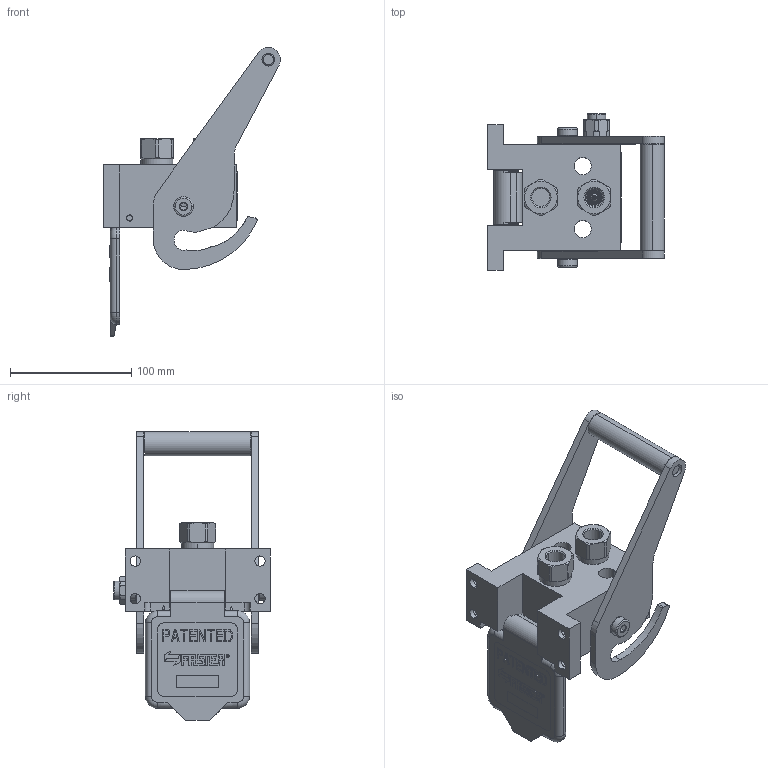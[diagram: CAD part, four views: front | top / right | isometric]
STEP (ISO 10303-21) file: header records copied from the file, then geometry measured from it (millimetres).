
FILE_DESCRIPTION (( 'STEP AP214' ), '1' );
FILE_NAME ('FASTER.step', '2024-05-14T09:07:58', ( '' ), ( '' ), 'SwSTEP 2.0', 'SolidWorks 2017', '' );
FILE_SCHEMA (( 'AUTOMOTIVE_DESIGN' ));
Length unit declared in the file: millimetre
Products named in the file (33): 2ffnb38_gas_f; CURS_MOLLA_38; A_2ffnb38_gas_f; 2ffnb38_gas_f2v; 4830_013_3000_020; A_2ffnb38_gas_f2v; 4820_024_2000_010; 4830_022_0000_000; 4820_001_0004_000; 4132_014_0000_200; FASTER; 4820_024_2000_000_ASM; 4830_025_0000_000; 4820_024_2000_020; 4820_020_0000_000; et011; curs_molla_38_inox; 020_14_150; 4830_026_0000_000; 4820_024_2000_000; 4132_014_0000_000; 4132_072_0000_300; 4830_001_0005_300; or1_5x7_m; 4820_001_0001_004; 4830_001_0005_301; 4820_027_0000_000; 4830_070_0000_000; 0048_317_1000_000; sicura; 0048_042_0412_000; P206_F_BASE
Assembly tree (35 placements, depth 4):
  FASTER
    P206_F_BASE
      4820_020_0000_000
      4820_001_0004_000
      4820_001_0001_004
      4830_022_0000_000
      4830_070_0000_000
      020_14_150
      4830_001_0005_300
      4830_001_0005_301
      4830_013_3000_020  x2
      0048_317_1000_000  x2
    A_2ffnb38_gas_f
      CURS_MOLLA_38
        4132_072_0000_300
        4132_014_0000_000
      2ffnb38_gas_f
        2ffnb38_gas_f
    A_2ffnb38_gas_f2v
      curs_molla_38_inox
        4132_014_0000_200
        4132_072_0000_300
      2ffnb38_gas_f2v
    4820_024_2000_000
      4820_024_2000_000_ASM
        4820_024_2000_010
        4820_027_0000_000
        4820_024_2000_020
      sicura
        4830_025_0000_000
        4830_026_0000_000
        or1_5x7_m
        0048_042_0412_000
    et011
Bounding box: 146 x 129.5 x 238.49 mm (x, y, z)
Volume: 143417.4 mm3; surface area: 179972.8 mm2
Topology: 29 solids, 47 shells, 2835 faces, 7391 edges, 4758 vertices
Faces by surface type: plane 1671, cylinder 538, bspline 240, cone 223, torus 138, sphere 25
Entity records: 126764 total; most frequent: CARTESIAN_POINT 58125, ORIENTED_EDGE 14375, DIRECTION 13166, EDGE_CURVE 7217, VECTOR 4860, LINE 4860, VERTEX_POINT 4675, AXIS2_PLACEMENT_3D 4153
